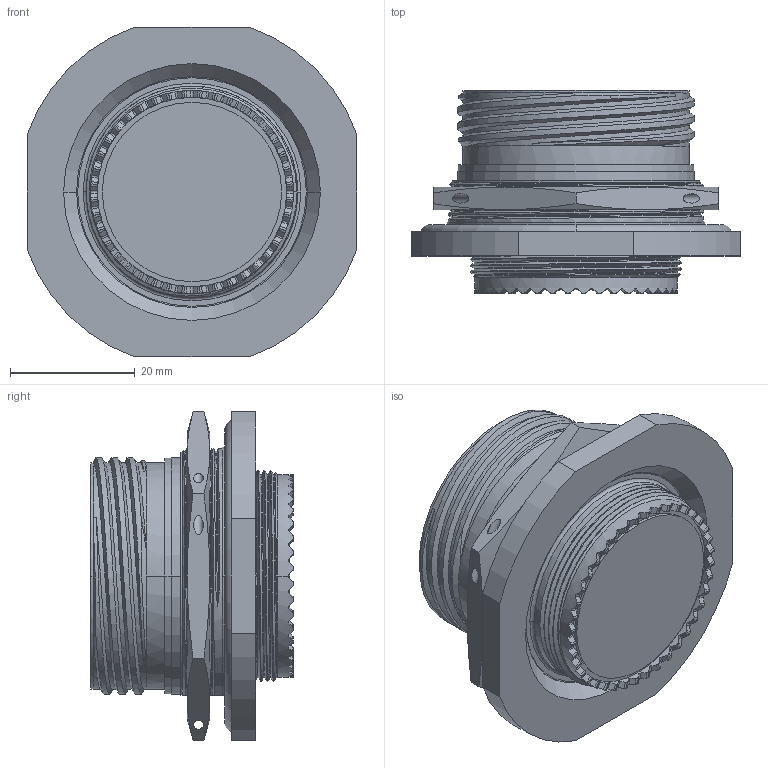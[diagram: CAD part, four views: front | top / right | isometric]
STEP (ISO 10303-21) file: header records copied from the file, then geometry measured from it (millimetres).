
FILE_DESCRIPTION((''),'2;1');
FILE_NAME('8D-05-23-24','2009-07-09T',('dpnair'),('FCI INTERCONNECT'),'PRO/ENGINEER BY PARAMETRIC TECHNOLOGY CORPORATION, 2005310','PRO/ENGINEER BY PARAMETRIC TECHNOLOGY CORPORATION, 2005310','');
FILE_SCHEMA(('CONFIG_CONTROL_DESIGN'));
Length unit declared in the file: millimetre
Products named in the file (1): 8D-05-23-24
Bounding box: 52.8 x 32.5 x 52.8 mm (x, y, z)
Volume: 39284.7 mm3; surface area: 13967.2 mm2
Topology: 2 solids, 2 shells, 408 faces, 1161 edges, 757 vertices
Faces by surface type: cylinder 172, plane 154, bspline 42, cone 24, torus 16
Entity records: 22934 total; most frequent: CARTESIAN_POINT 13483, ORIENTED_EDGE 2322, DIRECTION 1437, EDGE_CURVE 1161, VERTEX_POINT 757, B_SPLINE_CURVE_WITH_KNOTS 630, AXIS2_PLACEMENT_3D 540, EDGE_LOOP 426
